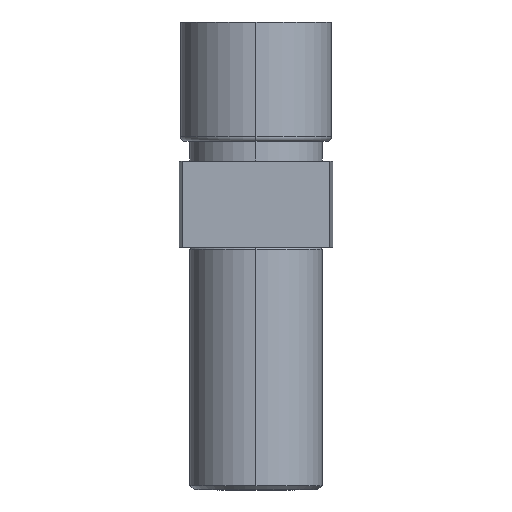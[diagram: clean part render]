
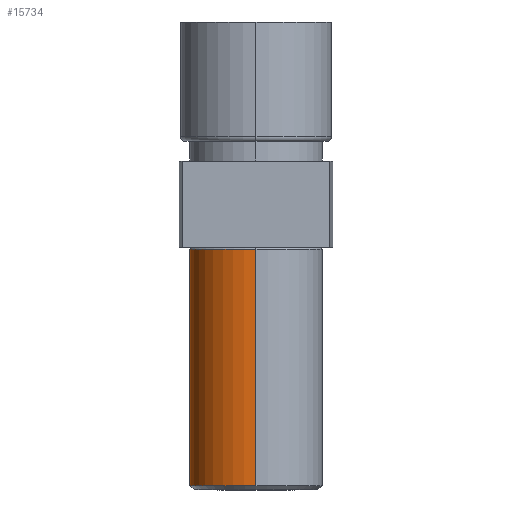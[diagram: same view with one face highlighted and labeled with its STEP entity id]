
A CAD part, left-side view. The second image highlights one B-rep face of the part: STEP entity #15734.
In plain terms, the highlighted cylindrical face has radius 3 mm (diameter 6 mm), a partial arc.
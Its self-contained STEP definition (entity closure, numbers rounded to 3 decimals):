
#373 = ORIENTED_EDGE ( 'NONE', *, *, #5946, .F. ) ;
#375 = ORIENTED_EDGE ( 'NONE', *, *, #6015, .T. ) ;
#389 = ORIENTED_EDGE ( 'NONE', *, *, #6002, .T. ) ;
#397 = ORIENTED_EDGE ( 'NONE', *, *, #6034, .F. ) ;
#412 = ORIENTED_EDGE ( 'NONE', *, *, #6017, .T. ) ;
#1499 = CARTESIAN_POINT ( 'NONE',  ( -0.062, 3., -15.6 ) ) ;
#1509 = CARTESIAN_POINT ( 'NONE',  ( 2.938, 0., -15.6 ) ) ;
#1528 = CARTESIAN_POINT ( 'NONE',  ( -3.062, 0., -15.6 ) ) ;
#1563 = CARTESIAN_POINT ( 'NONE',  ( 2.938, 0., -4.9 ) ) ;
#1577 = CARTESIAN_POINT ( 'NONE',  ( -3.062, 0., -4.9 ) ) ;
#2573 = AXIS2_PLACEMENT_3D ( 'NONE', #16109, #16117, #16120 ) ;
#2576 = VECTOR ( 'NONE', #16152, 1000. ) ;
#2582 = CIRCLE ( 'NONE', #2573, 3. ) ;
#2587 = VECTOR ( 'NONE', #16200, 1000. ) ;
#2592 = AXIS2_PLACEMENT_3D ( 'NONE', #16161, #16179, #16151 ) ;
#2600 = CIRCLE ( 'NONE', #2592, 3. ) ;
#3192 = AXIS2_PLACEMENT_3D ( 'NONE', #16019, #15995, #15994 ) ;
#3201 = CIRCLE ( 'NONE', #3192, 3. ) ;
#3638 = VERTEX_POINT ( 'NONE', #1509 ) ;
#3661 = VERTEX_POINT ( 'NONE', #1499 ) ;
#3666 = VERTEX_POINT ( 'NONE', #1528 ) ;
#3675 = VERTEX_POINT ( 'NONE', #1563 ) ;
#3696 = VERTEX_POINT ( 'NONE', #1577 ) ;
#4430 = EDGE_LOOP ( 'NONE', ( #373, #375, #389, #412, #397 ) ) ;
#5946 = EDGE_CURVE ( 'NONE', #3675, #3696, #3201, .T. ) ;
#6002 = EDGE_CURVE ( 'NONE', #3638, #3661, #2582, .T. ) ;
#6015 = EDGE_CURVE ( 'NONE', #3675, #3638, #16155, .T. ) ;
#6017 = EDGE_CURVE ( 'NONE', #3661, #3666, #2600, .T. ) ;
#6034 = EDGE_CURVE ( 'NONE', #3696, #3666, #16183, .T. ) ;
#14410 = FACE_OUTER_BOUND ( 'NONE', #4430, .T. ) ;
#14412 = CYLINDRICAL_SURFACE ( 'NONE', #15601, 3. ) ;
#14413 = CARTESIAN_POINT ( 'NONE',  ( -0.062, 0., -4.8 ) ) ;
#14414 = DIRECTION ( 'NONE',  ( 0., 0., -1. ) ) ;
#14429 = DIRECTION ( 'NONE',  ( -1., 0., 0. ) ) ;
#15601 = AXIS2_PLACEMENT_3D ( 'NONE', #14413, #14414, #14429 ) ;
#15734 = ADVANCED_FACE ( 'NONE', ( #14410 ), #14412, .T. ) ;
#15994 = DIRECTION ( 'NONE',  ( -1., 0., 0. ) ) ;
#15995 = DIRECTION ( 'NONE',  ( 0., 0., 1. ) ) ;
#16019 = CARTESIAN_POINT ( 'NONE',  ( -0.062, 0., -4.9 ) ) ;
#16109 = CARTESIAN_POINT ( 'NONE',  ( -0.062, 0., -15.6 ) ) ;
#16117 = DIRECTION ( 'NONE',  ( 0., 0., 1. ) ) ;
#16120 = DIRECTION ( 'NONE',  ( -1., 0., 0. ) ) ;
#16140 = CARTESIAN_POINT ( 'NONE',  ( 2.938, 0., -4.8 ) ) ;
#16151 = DIRECTION ( 'NONE',  ( -1., 0., 0. ) ) ;
#16152 = DIRECTION ( 'NONE',  ( 0., 0., -1. ) ) ;
#16155 = LINE ( 'NONE', #16140, #2576 ) ;
#16161 = CARTESIAN_POINT ( 'NONE',  ( -0.062, 0., -15.6 ) ) ;
#16179 = DIRECTION ( 'NONE',  ( 0., 0., 1. ) ) ;
#16183 = LINE ( 'NONE', #16189, #2587 ) ;
#16189 = CARTESIAN_POINT ( 'NONE',  ( -3.062, 0., -4.8 ) ) ;
#16200 = DIRECTION ( 'NONE',  ( 0., 0., -1. ) ) ;
